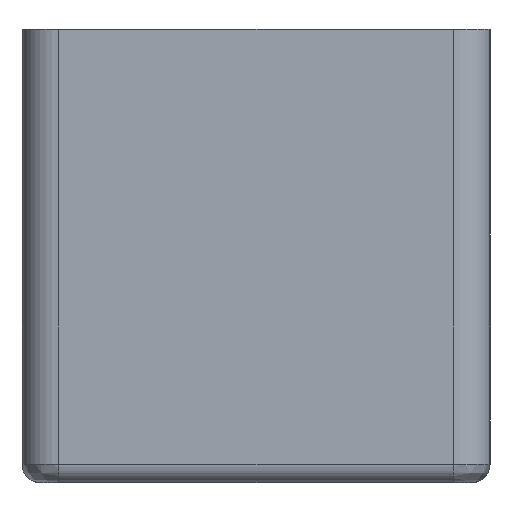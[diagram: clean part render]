
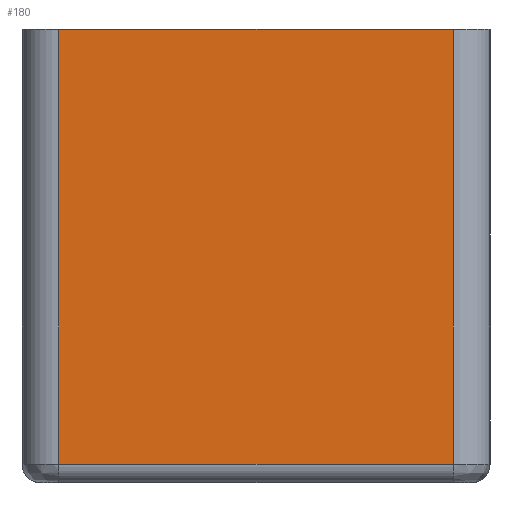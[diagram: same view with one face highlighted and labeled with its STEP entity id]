
A CAD part, left-side view. The second image highlights one B-rep face of the part: STEP entity #180.
In plain terms, the highlighted planar face has unit normal (-1, 0, 0).
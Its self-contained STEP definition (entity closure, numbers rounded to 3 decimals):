
#137=FACE_OUTER_BOUND('',#278,.T.);
#180=ADVANCED_FACE('',(#137),#231,.T.);
#231=PLANE('',#960);
#278=EDGE_LOOP('',(#526,#527,#528,#529));
#348=LINE('',#1352,#417);
#368=LINE('',#1407,#437);
#369=LINE('',#1409,#438);
#370=LINE('',#1411,#439);
#417=VECTOR('',#1074,1.);
#437=VECTOR('',#1116,1.);
#438=VECTOR('',#1117,1.);
#439=VECTOR('',#1118,1.);
#526=ORIENTED_EDGE('',*,*,#832,.T.);
#527=ORIENTED_EDGE('',*,*,#833,.T.);
#528=ORIENTED_EDGE('',*,*,#834,.T.);
#529=ORIENTED_EDGE('',*,*,#804,.T.);
#728=VERTEX_POINT('',#1353);
#729=VERTEX_POINT('',#1354);
#752=VERTEX_POINT('',#1408);
#753=VERTEX_POINT('',#1410);
#804=EDGE_CURVE('',#728,#729,#348,.T.);
#832=EDGE_CURVE('',#729,#752,#368,.T.);
#833=EDGE_CURVE('',#752,#753,#369,.T.);
#834=EDGE_CURVE('',#753,#728,#370,.T.);
#960=AXIS2_PLACEMENT_3D('',#1412,#1119,#1120);
#1074=DIRECTION('',(0.,1.,0.));
#1116=DIRECTION('',(0.,0.,-1.));
#1117=DIRECTION('',(0.,-1.,0.));
#1118=DIRECTION('',(0.,0.,1.));
#1119=DIRECTION('',(-1.,0.,0.));
#1120=DIRECTION('',(0.,0.,1.));
#1352=CARTESIAN_POINT('',(-20.35,0.,24.7));
#1353=CARTESIAN_POINT('',(-20.35,-10.75,24.7));
#1354=CARTESIAN_POINT('',(-20.35,10.75,24.7));
#1407=CARTESIAN_POINT('',(-20.35,10.75,0.));
#1408=CARTESIAN_POINT('',(-20.35,10.75,1.));
#1409=CARTESIAN_POINT('',(-20.35,0.,1.));
#1410=CARTESIAN_POINT('',(-20.35,-10.75,1.));
#1411=CARTESIAN_POINT('',(-20.35,-10.75,0.));
#1412=CARTESIAN_POINT('',(-20.35,0.,0.));
